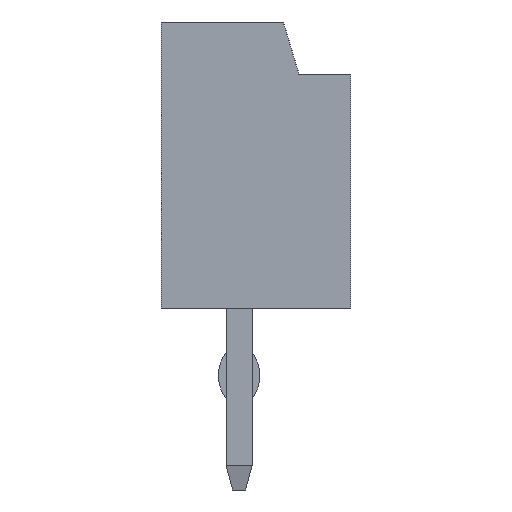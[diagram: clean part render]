
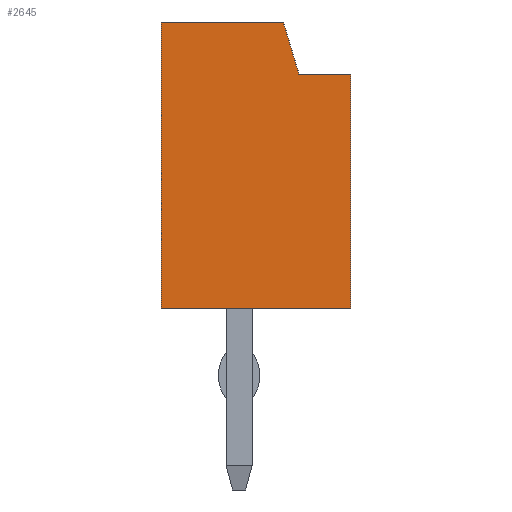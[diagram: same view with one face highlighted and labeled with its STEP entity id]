
A CAD part, left-side view. The second image highlights one B-rep face of the part: STEP entity #2645.
In plain terms, the highlighted planar face has unit normal (-1, 0, 0).
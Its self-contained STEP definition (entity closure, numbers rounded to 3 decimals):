
#48 = VERTEX_POINT('',#49);
#49 = CARTESIAN_POINT('',(-2.,1.525,5.55));
#55 = EDGE_CURVE('',#48,#56,#58,.T.);
#56 = VERTEX_POINT('',#57);
#57 = CARTESIAN_POINT('',(-2.,1.525,0.05));
#58 = LINE('',#59,#60);
#59 = CARTESIAN_POINT('',(-2.,1.525,5.55));
#60 = VECTOR('',#61,1.);
#61 = DIRECTION('',(0.,0.,-1.));
#1200 = VERTEX_POINT('',#1201);
#1201 = CARTESIAN_POINT('',(-2.,-1.125,4.55));
#1207 = EDGE_CURVE('',#1200,#1208,#1210,.T.);
#1208 = VERTEX_POINT('',#1209);
#1209 = CARTESIAN_POINT('',(-2.,-0.825,5.55));
#1210 = LINE('',#1211,#1212);
#1211 = CARTESIAN_POINT('',(-2.,-1.125,4.55));
#1212 = VECTOR('',#1213,1.);
#1213 = DIRECTION('',(0.,0.287,0.958));
#1278 = VERTEX_POINT('',#1279);
#1279 = CARTESIAN_POINT('',(-2.,-2.125,4.55));
#1285 = EDGE_CURVE('',#1278,#1200,#1286,.T.);
#1286 = LINE('',#1287,#1288);
#1287 = CARTESIAN_POINT('',(-2.,-2.125,4.55));
#1288 = VECTOR('',#1289,1.);
#1289 = DIRECTION('',(0.,1.,0.));
#1615 = VERTEX_POINT('',#1616);
#1616 = CARTESIAN_POINT('',(-2.,-2.125,0.05));
#1622 = EDGE_CURVE('',#1278,#1615,#1623,.T.);
#1623 = LINE('',#1624,#1625);
#1624 = CARTESIAN_POINT('',(-2.,-2.125,4.55));
#1625 = VECTOR('',#1626,1.);
#1626 = DIRECTION('',(0.,0.,-1.));
#1826 = EDGE_CURVE('',#56,#1615,#1827,.T.);
#1827 = LINE('',#1828,#1829);
#1828 = CARTESIAN_POINT('',(-2.,1.525,0.05));
#1829 = VECTOR('',#1830,1.);
#1830 = DIRECTION('',(0.,-1.,0.));
#2645 = ADVANCED_FACE('',(#2646),#2659,.T.);
#2646 = FACE_BOUND('',#2647,.F.);
#2647 = EDGE_LOOP('',(#2648,#2649,#2650,#2651,#2652,#2658));
#2648 = ORIENTED_EDGE('',*,*,#1285,.F.);
#2649 = ORIENTED_EDGE('',*,*,#1622,.T.);
#2650 = ORIENTED_EDGE('',*,*,#1826,.F.);
#2651 = ORIENTED_EDGE('',*,*,#55,.F.);
#2652 = ORIENTED_EDGE('',*,*,#2653,.T.);
#2653 = EDGE_CURVE('',#48,#1208,#2654,.T.);
#2654 = LINE('',#2655,#2656);
#2655 = CARTESIAN_POINT('',(-2.,1.525,5.55));
#2656 = VECTOR('',#2657,1.);
#2657 = DIRECTION('',(0.,-1.,0.));
#2658 = ORIENTED_EDGE('',*,*,#1207,.F.);
#2659 = PLANE('',#2660);
#2660 = AXIS2_PLACEMENT_3D('',#2661,#2662,#2663);
#2661 = CARTESIAN_POINT('',(-2.,1.525,5.55));
#2662 = DIRECTION('',(-1.,0.,0.));
#2663 = DIRECTION('',(0.,0.,-1.));
